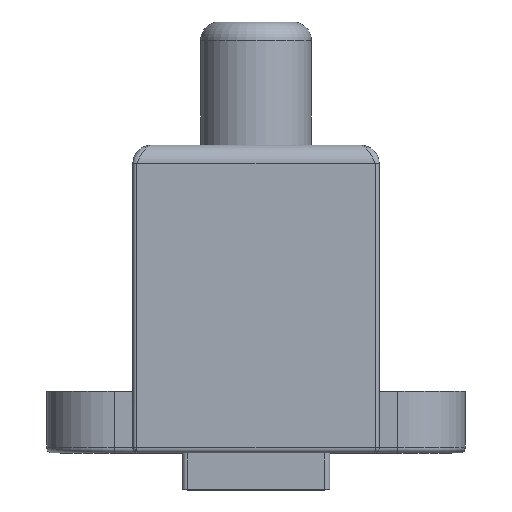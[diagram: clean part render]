
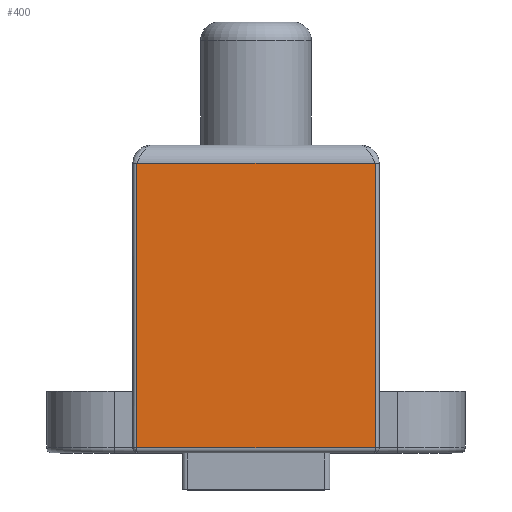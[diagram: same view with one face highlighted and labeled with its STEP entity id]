
A CAD part, top view. The second image highlights one B-rep face of the part: STEP entity #400.
In plain terms, the highlighted planar face has unit normal (0, 0, 1).
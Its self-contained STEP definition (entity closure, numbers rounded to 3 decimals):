
#159 = VERTEX_POINT('',#160);
#160 = CARTESIAN_POINT('',(9.7,18.5,7.));
#169 = EDGE_CURVE('',#159,#170,#172,.T.);
#170 = VERTEX_POINT('',#171);
#171 = CARTESIAN_POINT('',(-9.7,18.5,7.));
#172 = LINE('',#173,#174);
#173 = CARTESIAN_POINT('',(9.7,18.5,7.));
#174 = VECTOR('',#175,1.);
#175 = DIRECTION('',(-1.,0.,0.));
#400 = ADVANCED_FACE('',(#401),#426,.T.);
#401 = FACE_BOUND('',#402,.T.);
#402 = EDGE_LOOP('',(#403,#411,#412,#420));
#403 = ORIENTED_EDGE('',*,*,#404,.T.);
#404 = EDGE_CURVE('',#405,#159,#407,.T.);
#405 = VERTEX_POINT('',#406);
#406 = CARTESIAN_POINT('',(9.7,-4.6,7.));
#407 = LINE('',#408,#409);
#408 = CARTESIAN_POINT('',(9.7,-4.6,7.));
#409 = VECTOR('',#410,1.);
#410 = DIRECTION('',(0.,1.,0.));
#411 = ORIENTED_EDGE('',*,*,#169,.T.);
#412 = ORIENTED_EDGE('',*,*,#413,.F.);
#413 = EDGE_CURVE('',#414,#170,#416,.T.);
#414 = VERTEX_POINT('',#415);
#415 = CARTESIAN_POINT('',(-9.7,-4.6,7.));
#416 = LINE('',#417,#418);
#417 = CARTESIAN_POINT('',(-9.7,0.,7.));
#418 = VECTOR('',#419,1.);
#419 = DIRECTION('',(0.,1.,0.));
#420 = ORIENTED_EDGE('',*,*,#421,.T.);
#421 = EDGE_CURVE('',#414,#405,#422,.T.);
#422 = LINE('',#423,#424);
#423 = CARTESIAN_POINT('',(-10.,-4.6,7.));
#424 = VECTOR('',#425,1.);
#425 = DIRECTION('',(1.,0.,0.));
#426 = PLANE('',#427);
#427 = AXIS2_PLACEMENT_3D('',#428,#429,#430);
#428 = CARTESIAN_POINT('',(0.,7.7,7.));
#429 = DIRECTION('',(0.,0.,1.));
#430 = DIRECTION('',(0.,-1.,0.));
